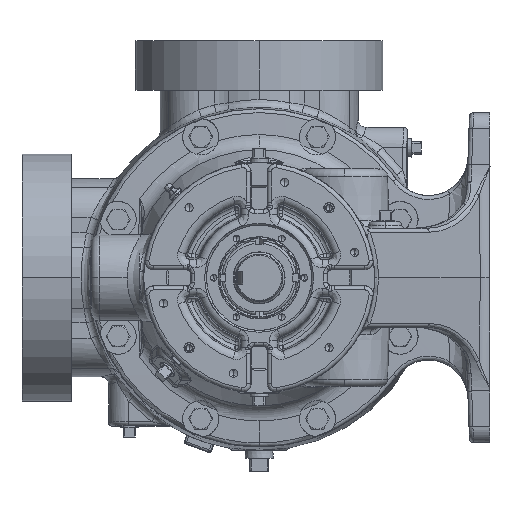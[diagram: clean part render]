
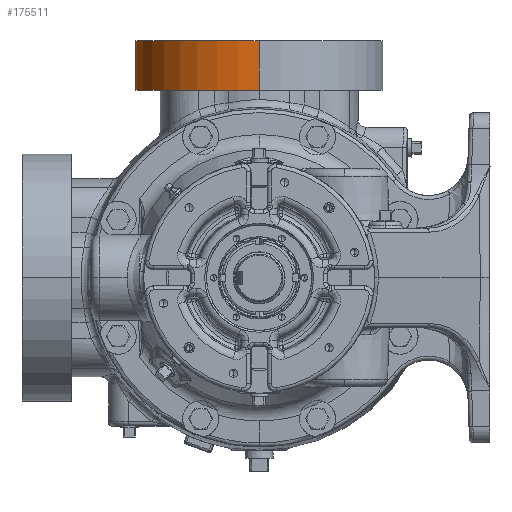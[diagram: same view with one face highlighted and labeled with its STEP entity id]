
A CAD part, left-side view. The second image highlights one B-rep face of the part: STEP entity #175511.
In plain terms, the highlighted cylindrical face has radius 95.25 mm (diameter 190.5 mm), a partial arc.
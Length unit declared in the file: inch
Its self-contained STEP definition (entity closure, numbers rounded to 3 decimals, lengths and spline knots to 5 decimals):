
#2447 = DIRECTION ( 'NONE',  ( 0., 0., -1. ) ) ;
#5789 = VECTOR ( 'NONE', #163925, 39.37008 ) ;
#10727 = EDGE_CURVE ( 'NONE', #43514, #18434, #94465, .T. ) ;
#15984 = CYLINDRICAL_SURFACE ( 'NONE', #91332, 3.75 ) ;
#18434 = VERTEX_POINT ( 'NONE', #52731 ) ;
#18991 = FACE_OUTER_BOUND ( 'NONE', #42681, .T. ) ;
#23209 = ORIENTED_EDGE ( 'NONE', *, *, #73014, .T. ) ;
#25152 = EDGE_CURVE ( 'NONE', #18434, #157814, #147363, .T. ) ;
#42681 = EDGE_LOOP ( 'NONE', ( #148681, #23209, #91137, #73665 ) ) ;
#43514 = VERTEX_POINT ( 'NONE', #117958 ) ;
#46450 = DIRECTION ( 'NONE',  ( 0., 0., -1. ) ) ;
#52731 = CARTESIAN_POINT ( 'NONE',  ( -0.405, 0., 5.6875 ) ) ;
#62888 = CARTESIAN_POINT ( 'NONE',  ( 3.345, 0., 4.98196 ) ) ;
#73014 = EDGE_CURVE ( 'NONE', #85914, #157814, #132290, .T. ) ;
#73665 = ORIENTED_EDGE ( 'NONE', *, *, #10727, .F. ) ;
#80150 = CARTESIAN_POINT ( 'NONE',  ( -0.405, 0., 4.98196 ) ) ;
#85914 = VERTEX_POINT ( 'NONE', #87865 ) ;
#87865 = CARTESIAN_POINT ( 'NONE',  ( 7.095, 0., 7.1875 ) ) ;
#91137 = ORIENTED_EDGE ( 'NONE', *, *, #25152, .F. ) ;
#91332 = AXIS2_PLACEMENT_3D ( 'NONE', #62888, #92486, #138417 ) ;
#92486 = DIRECTION ( 'NONE',  ( 0., 0., -1. ) ) ;
#94465 = LINE ( 'NONE', #80150, #114257 ) ;
#103681 = CARTESIAN_POINT ( 'NONE',  ( 7.095, 0., 4.98196 ) ) ;
#108702 = DIRECTION ( 'NONE',  ( -1., 0., 0. ) ) ;
#113727 = EDGE_CURVE ( 'NONE', #43514, #85914, #136677, .T. ) ;
#114257 = VECTOR ( 'NONE', #130108, 39.37008 ) ;
#117958 = CARTESIAN_POINT ( 'NONE',  ( -0.405, 0., 7.1875 ) ) ;
#127854 = CARTESIAN_POINT ( 'NONE',  ( 7.095, 0., 5.6875 ) ) ;
#130108 = DIRECTION ( 'NONE',  ( 0., 0., -1. ) ) ;
#132290 = LINE ( 'NONE', #103681, #5789 ) ;
#136677 = CIRCLE ( 'NONE', #201749, 3.75 ) ;
#138417 = DIRECTION ( 'NONE',  ( -1., 0., 0. ) ) ;
#143186 = DIRECTION ( 'NONE',  ( -1., 0., 0. ) ) ;
#147363 = CIRCLE ( 'NONE', #192951, 3.75 ) ;
#148681 = ORIENTED_EDGE ( 'NONE', *, *, #113727, .T. ) ;
#157814 = VERTEX_POINT ( 'NONE', #127854 ) ;
#163925 = DIRECTION ( 'NONE',  ( 0., 0., -1. ) ) ;
#175511 = ADVANCED_FACE ( 'Defeatured_0_1289', ( #18991 ), #15984, .T. ) ;
#186230 = CARTESIAN_POINT ( 'NONE',  ( 3.345, 0., 7.1875 ) ) ;
#191101 = CARTESIAN_POINT ( 'NONE',  ( 3.345, 0., 5.6875 ) ) ;
#192951 = AXIS2_PLACEMENT_3D ( 'NONE', #191101, #2447, #143186 ) ;
#201749 = AXIS2_PLACEMENT_3D ( 'NONE', #186230, #46450, #108702 ) ;
